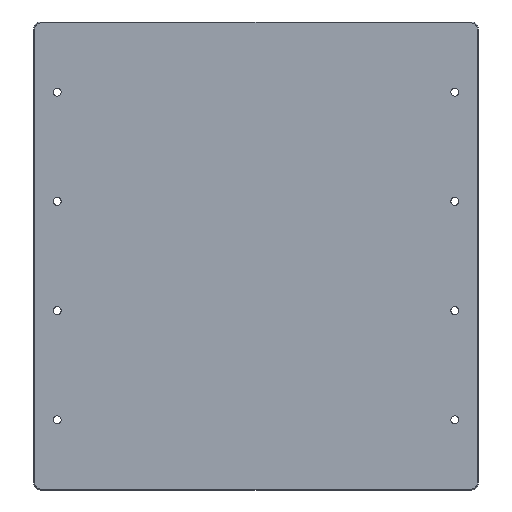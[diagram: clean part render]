
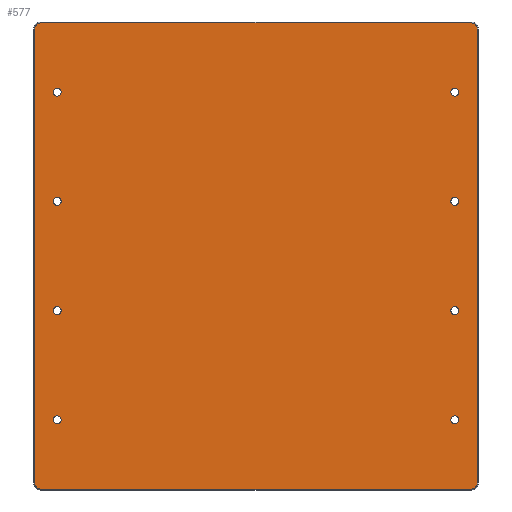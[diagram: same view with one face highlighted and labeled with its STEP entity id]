
A CAD part, top view. The second image highlights one B-rep face of the part: STEP entity #577.
In plain terms, the highlighted planar face has unit normal (0, 0, 1).
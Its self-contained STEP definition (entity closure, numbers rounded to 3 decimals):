
#15=FACE_BOUND('',#130,.T.);
#16=FACE_BOUND('',#131,.T.);
#17=FACE_BOUND('',#132,.T.);
#18=FACE_BOUND('',#133,.T.);
#19=FACE_BOUND('',#134,.T.);
#20=FACE_BOUND('',#135,.T.);
#21=FACE_BOUND('',#136,.T.);
#22=FACE_BOUND('',#137,.T.);
#43=CIRCLE('',#615,2.6);
#45=CIRCLE('',#619,2.6);
#47=CIRCLE('',#623,2.6);
#49=CIRCLE('',#627,2.6);
#53=CIRCLE('',#636,1.7);
#54=CIRCLE('',#637,1.7);
#55=CIRCLE('',#638,1.7);
#56=CIRCLE('',#639,1.7);
#57=CIRCLE('',#640,1.7);
#58=CIRCLE('',#641,1.7);
#59=CIRCLE('',#642,1.7);
#60=CIRCLE('',#643,1.7);
#95=FACE_OUTER_BOUND('',#129,.T.);
#129=EDGE_LOOP('',(#439,#440,#441,#442,#443,#444,#445,#446));
#130=EDGE_LOOP('',(#447));
#131=EDGE_LOOP('',(#448));
#132=EDGE_LOOP('',(#449));
#133=EDGE_LOOP('',(#450));
#134=EDGE_LOOP('',(#451));
#135=EDGE_LOOP('',(#452));
#136=EDGE_LOOP('',(#453));
#137=EDGE_LOOP('',(#454));
#168=LINE('',#867,#216);
#173=LINE('',#881,#221);
#177=LINE('',#893,#225);
#181=LINE('',#905,#229);
#216=VECTOR('',#684,10.);
#221=VECTOR('',#697,10.);
#225=VECTOR('',#709,10.);
#229=VECTOR('',#721,10.);
#264=VERTEX_POINT('',#864);
#265=VERTEX_POINT('',#866);
#268=VERTEX_POINT('',#873);
#270=VERTEX_POINT('',#879);
#272=VERTEX_POINT('',#885);
#274=VERTEX_POINT('',#891);
#276=VERTEX_POINT('',#897);
#278=VERTEX_POINT('',#903);
#284=VERTEX_POINT('',#929);
#285=VERTEX_POINT('',#931);
#286=VERTEX_POINT('',#933);
#287=VERTEX_POINT('',#935);
#288=VERTEX_POINT('',#937);
#289=VERTEX_POINT('',#939);
#290=VERTEX_POINT('',#941);
#291=VERTEX_POINT('',#943);
#312=EDGE_CURVE('',#264,#265,#168,.T.);
#316=EDGE_CURVE('',#268,#264,#43,.T.);
#319=EDGE_CURVE('',#270,#268,#173,.T.);
#322=EDGE_CURVE('',#272,#270,#45,.T.);
#325=EDGE_CURVE('',#274,#272,#177,.T.);
#328=EDGE_CURVE('',#276,#274,#47,.T.);
#331=EDGE_CURVE('',#278,#276,#181,.T.);
#333=EDGE_CURVE('',#265,#278,#49,.T.);
#344=EDGE_CURVE('',#284,#284,#53,.T.);
#345=EDGE_CURVE('',#285,#285,#54,.T.);
#346=EDGE_CURVE('',#286,#286,#55,.T.);
#347=EDGE_CURVE('',#287,#287,#56,.T.);
#348=EDGE_CURVE('',#288,#288,#57,.T.);
#349=EDGE_CURVE('',#289,#289,#58,.T.);
#350=EDGE_CURVE('',#290,#290,#59,.T.);
#351=EDGE_CURVE('',#291,#291,#60,.T.);
#439=ORIENTED_EDGE('',*,*,#312,.F.);
#440=ORIENTED_EDGE('',*,*,#316,.F.);
#441=ORIENTED_EDGE('',*,*,#319,.F.);
#442=ORIENTED_EDGE('',*,*,#322,.F.);
#443=ORIENTED_EDGE('',*,*,#325,.F.);
#444=ORIENTED_EDGE('',*,*,#328,.F.);
#445=ORIENTED_EDGE('',*,*,#331,.F.);
#446=ORIENTED_EDGE('',*,*,#333,.F.);
#447=ORIENTED_EDGE('',*,*,#344,.T.);
#448=ORIENTED_EDGE('',*,*,#345,.T.);
#449=ORIENTED_EDGE('',*,*,#346,.T.);
#450=ORIENTED_EDGE('',*,*,#347,.T.);
#451=ORIENTED_EDGE('',*,*,#348,.T.);
#452=ORIENTED_EDGE('',*,*,#349,.T.);
#453=ORIENTED_EDGE('',*,*,#350,.T.);
#454=ORIENTED_EDGE('',*,*,#351,.T.);
#557=PLANE('',#635);
#577=ADVANCED_FACE('',(#95,#15,#16,#17,#18,#19,#20,#21,#22),#557,.T.);
#615=AXIS2_PLACEMENT_3D('',#875,#690,#691);
#619=AXIS2_PLACEMENT_3D('',#887,#702,#703);
#623=AXIS2_PLACEMENT_3D('',#899,#714,#715);
#627=AXIS2_PLACEMENT_3D('',#908,#725,#726);
#635=AXIS2_PLACEMENT_3D('',#928,#748,#749);
#636=AXIS2_PLACEMENT_3D('',#930,#750,#751);
#637=AXIS2_PLACEMENT_3D('',#932,#752,#753);
#638=AXIS2_PLACEMENT_3D('',#934,#754,#755);
#639=AXIS2_PLACEMENT_3D('',#936,#756,#757);
#640=AXIS2_PLACEMENT_3D('',#938,#758,#759);
#641=AXIS2_PLACEMENT_3D('',#940,#760,#761);
#642=AXIS2_PLACEMENT_3D('',#942,#762,#763);
#643=AXIS2_PLACEMENT_3D('',#944,#764,#765);
#684=DIRECTION('',(0.,-1.,0.));
#690=DIRECTION('center_axis',(0.,0.,-1.));
#691=DIRECTION('ref_axis',(1.,0.,0.));
#697=DIRECTION('',(1.,0.,0.));
#702=DIRECTION('center_axis',(0.,0.,-1.));
#703=DIRECTION('ref_axis',(-1.,0.,0.));
#709=DIRECTION('',(0.,1.,0.));
#714=DIRECTION('center_axis',(0.,0.,-1.));
#715=DIRECTION('ref_axis',(-1.,0.,0.));
#721=DIRECTION('',(-1.,0.,0.));
#725=DIRECTION('center_axis',(0.,0.,-1.));
#726=DIRECTION('ref_axis',(1.,0.,0.));
#748=DIRECTION('center_axis',(0.,0.,1.));
#749=DIRECTION('ref_axis',(1.,0.,0.));
#750=DIRECTION('center_axis',(0.,0.,-1.));
#751=DIRECTION('ref_axis',(1.,0.,0.));
#752=DIRECTION('center_axis',(0.,0.,-1.));
#753=DIRECTION('ref_axis',(1.,0.,0.));
#754=DIRECTION('center_axis',(0.,0.,-1.));
#755=DIRECTION('ref_axis',(1.,0.,0.));
#756=DIRECTION('center_axis',(0.,0.,-1.));
#757=DIRECTION('ref_axis',(1.,0.,0.));
#758=DIRECTION('center_axis',(0.,0.,-1.));
#759=DIRECTION('ref_axis',(1.,0.,0.));
#760=DIRECTION('center_axis',(0.,0.,-1.));
#761=DIRECTION('ref_axis',(1.,0.,0.));
#762=DIRECTION('center_axis',(0.,0.,-1.));
#763=DIRECTION('ref_axis',(1.,0.,0.));
#764=DIRECTION('center_axis',(0.,0.,-1.));
#765=DIRECTION('ref_axis',(1.,0.,0.));
#864=CARTESIAN_POINT('',(279.6,-9.35,3.));
#866=CARTESIAN_POINT('',(279.6,-203.35,3.));
#867=CARTESIAN_POINT('',(279.6,-154.85,3.));
#873=CARTESIAN_POINT('',(277.,-6.75,3.));
#875=CARTESIAN_POINT('Origin',(277.,-9.35,3.));
#879=CARTESIAN_POINT('',(93.,-6.75,3.));
#881=CARTESIAN_POINT('',(231.,-6.75,3.));
#885=CARTESIAN_POINT('',(90.4,-9.35,3.));
#887=CARTESIAN_POINT('Origin',(93.,-9.35,3.));
#891=CARTESIAN_POINT('',(90.4,-203.35,3.));
#893=CARTESIAN_POINT('',(90.4,-57.85,3.));
#897=CARTESIAN_POINT('',(93.,-205.95,3.));
#899=CARTESIAN_POINT('Origin',(93.,-203.35,3.));
#903=CARTESIAN_POINT('',(277.,-205.95,3.));
#905=CARTESIAN_POINT('',(139.,-205.95,3.));
#908=CARTESIAN_POINT('Origin',(277.,-203.35,3.));
#928=CARTESIAN_POINT('Origin',(185.,-106.35,3.));
#929=CARTESIAN_POINT('',(98.3,-83.017,3.));
#930=CARTESIAN_POINT('Origin',(100.,-83.017,3.));
#931=CARTESIAN_POINT('',(98.3,-129.683,3.));
#932=CARTESIAN_POINT('Origin',(100.,-129.683,3.));
#933=CARTESIAN_POINT('',(268.3,-176.35,3.));
#934=CARTESIAN_POINT('Origin',(270.,-176.35,3.));
#935=CARTESIAN_POINT('',(98.3,-36.35,3.));
#936=CARTESIAN_POINT('Origin',(100.,-36.35,3.));
#937=CARTESIAN_POINT('',(268.3,-83.017,3.));
#938=CARTESIAN_POINT('Origin',(270.,-83.017,3.));
#939=CARTESIAN_POINT('',(268.3,-36.35,3.));
#940=CARTESIAN_POINT('Origin',(270.,-36.35,3.));
#941=CARTESIAN_POINT('',(98.3,-176.35,3.));
#942=CARTESIAN_POINT('Origin',(100.,-176.35,3.));
#943=CARTESIAN_POINT('',(268.3,-129.683,3.));
#944=CARTESIAN_POINT('Origin',(270.,-129.683,3.));
